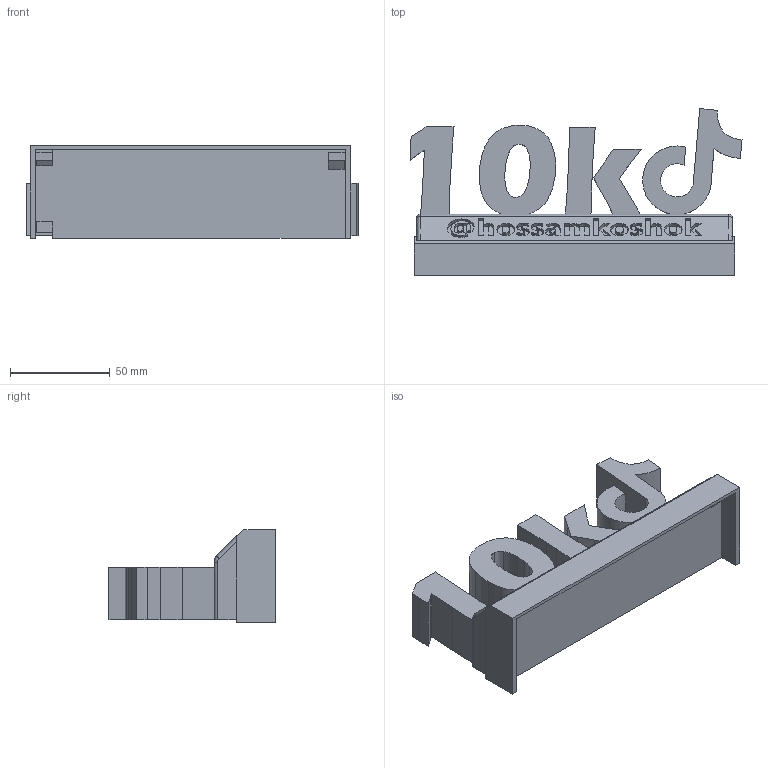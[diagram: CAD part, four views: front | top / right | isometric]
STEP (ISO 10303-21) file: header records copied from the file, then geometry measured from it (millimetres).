
FILE_DESCRIPTION(('FreeCAD Model'),'2;1');
FILE_NAME('Open CASCADE Shape Model','2025-04-26T09:55:19',('FreeCAD'),( 'FreeCAD'),'Open CASCADE STEP processor 7.6','FreeCAD','Unknown');
FILE_SCHEMA(('AUTOMOTIVE_DESIGN { 1 0 10303 214 1 1 1 1 }'));
Length unit declared in the file: millimetre
Products named in the file (1): Open CASCADE STEP translator 7.6 1
Bounding box: 166.37 x 83.69 x 46.57 mm (x, y, z)
Volume: 151410.3 mm3; surface area: 70873.8 mm2
Topology: 2 solids, 2 shells, 440 faces, 1257 edges, 837 vertices
Faces by surface type: bspline 440
Entity records: 16268 total; most frequent: CARTESIAN_POINT 8620, ORIENTED_EDGE 2514, EDGE_CURVE 1257, B_SPLINE_CURVE_WITH_KNOTS 1231, VERTEX_POINT 837, FACE_BOUND 462, EDGE_LOOP 462, ADVANCED_FACE 440
